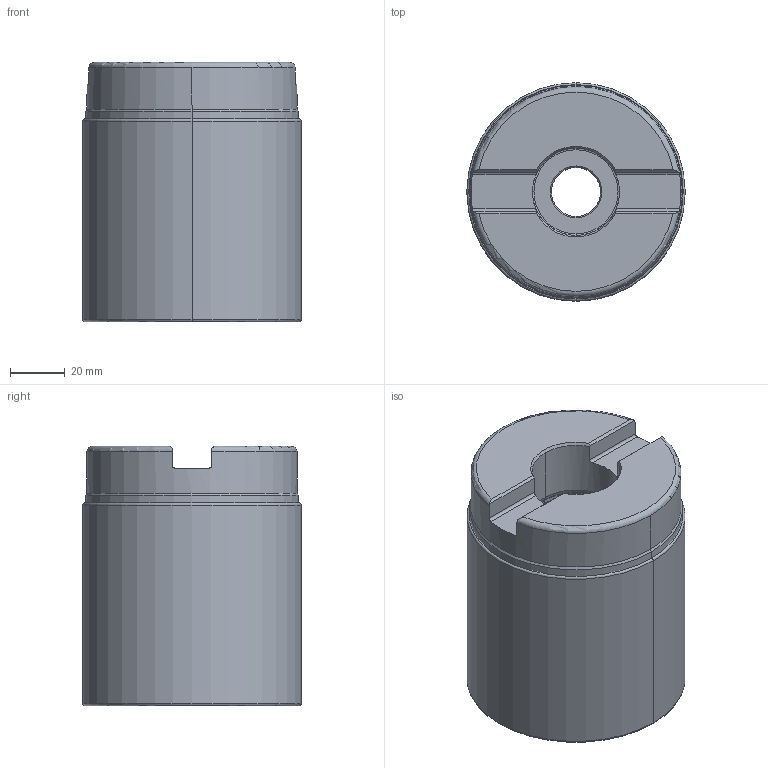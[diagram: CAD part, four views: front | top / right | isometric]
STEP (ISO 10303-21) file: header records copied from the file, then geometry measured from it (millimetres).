
FILE_DESCRIPTION((''),'2;1');
FILE_NAME('22J3G080074F3R00','2015-11-07T',('machinek'),(''),'PRO/ENGINEER BY PARAMETRIC TECHNOLOGY CORPORATION, 2011490','PRO/ENGINEER BY PARAMETRIC TECHNOLOGY CORPORATION, 2011490','');
FILE_SCHEMA(('AUTOMOTIVE_DESIGN { 1 2 10303 214 0 1 1 1 }'));
Length unit declared in the file: millimetre
Products named in the file (3): NOCUT; CUT; 22J3G080074F3R00
Assembly tree (2 placements, depth 2):
  22J3G080074F3R00
    NOCUT
    CUT
Bounding box: 80 x 80 x 95 mm (x, y, z)
Volume: 568144.3 mm3; surface area: 75633.3 mm2
Topology: 2 solids, 2 shells, 109 faces, 241 edges, 138 vertices
Faces by surface type: torus 38, cylinder 28, cone 26, plane 17
Entity records: 4070 total; most frequent: CARTESIAN_POINT 685, DIRECTION 587, ORIENTED_EDGE 480, AXIS2_PLACEMENT_3D 261, PRESENTATION_STYLE_ASSIGNMENT 249, STYLED_ITEM 249, CURVE_STYLE 247, EDGE_CURVE 240
